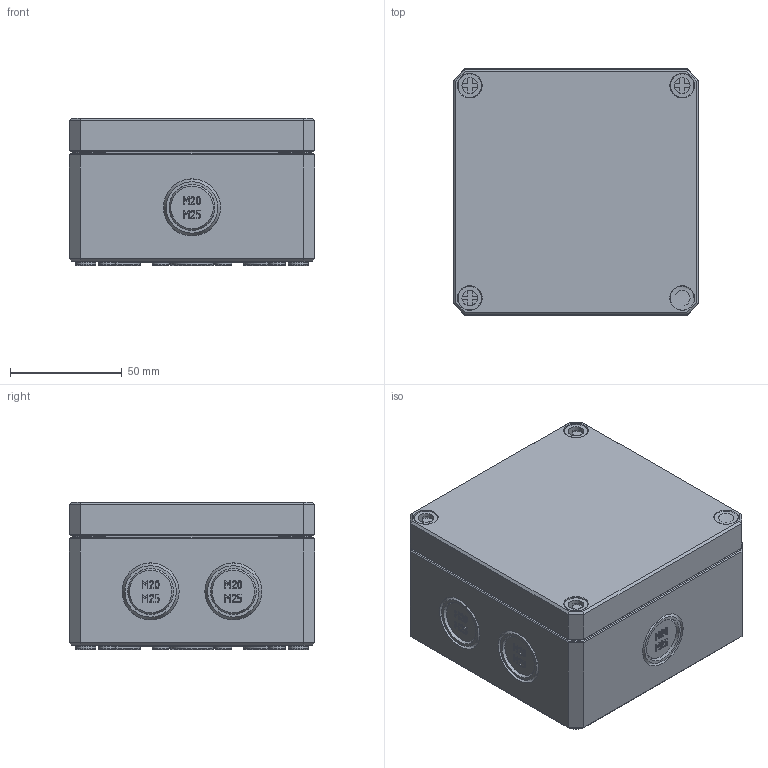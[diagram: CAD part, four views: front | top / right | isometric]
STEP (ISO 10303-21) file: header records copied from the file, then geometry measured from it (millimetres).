
FILE_DESCRIPTION(/* description */ (''),/* implementation_level */ '2;1');
FILE_NAME(/* name */ '0908101170 MBI-PC BK 111107 MK.stp',/* time_stamp */ '2023-11-03T11:15:06+01:00',/* author */ ('alexander.rose'),/* organization */ (''),/* preprocessor_version */ 'ST-DEVELOPER v18.1',/* originating_system */ 'Autodesk Inventor 2022',/* authorisation */ '');
FILE_SCHEMA (('AUTOMOTIVE_DESIGN { 1 0 10303 214 3 1 1 }'));
Products named in the file (5): 0908101170 MBI-PC BK 111107 MK; 0906101172-UT BK_111150 - M - Index01; 0903101151-OT_111115 Klar; Dichtung_1111xx; Schraube _ M10 x 34 _ MBI - Index01 - BK
Assembly tree (7 placements, depth 2):
  0908101170 MBI-PC BK 111107 MK
    0906101172-UT BK_111150 - M - Index01
    0903101151-OT_111115 Klar
    Dichtung_1111xx
    Schraube _ M10 x 34 _ MBI - Index01 - BK  x4
Bounding box: 110 x 110 x 65.8 mm (x, y, z)
Volume: 164496.2 mm3; surface area: 124777.4 mm2
Topology: 7 solids, 7 shells, 3103 faces, 7967 edges, 5088 vertices
Faces by surface type: plane 1214, bspline 1052, cylinder 346, torus 275, cone 200, sphere 16
Full cylindrical faces by diameter (mm): 4.5 x4, 5 x4, 5.8 x8, 6 x2, 7 x4, 8.376 x4, 10.5 x4
Entity records: 94670 total; most frequent: CARTESIAN_POINT 29186, ORIENTED_EDGE 15050, DIRECTION 10795, EDGE_CURVE 7525, VERTEX_POINT 4806, LINE 3937, VECTOR 3937, AXIS2_PLACEMENT_3D 3429
